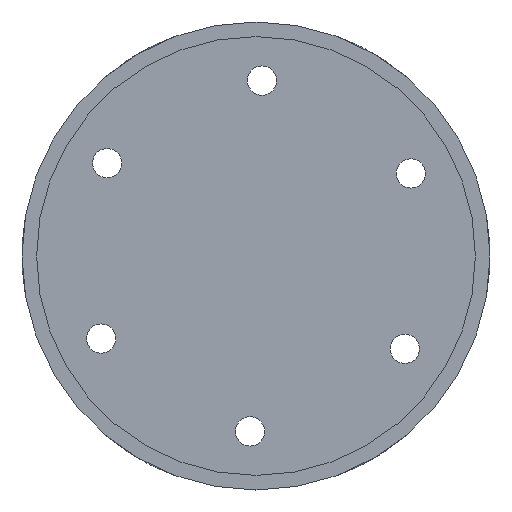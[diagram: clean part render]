
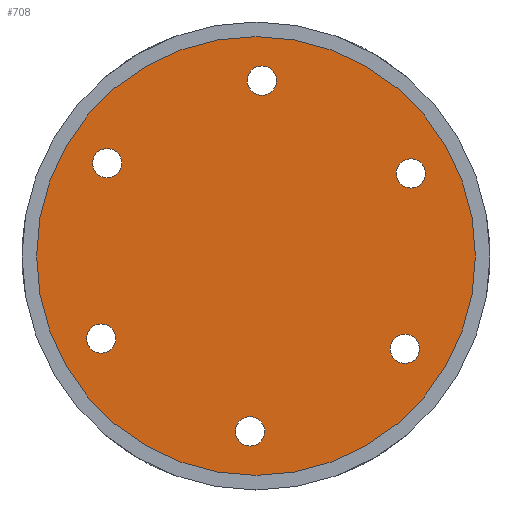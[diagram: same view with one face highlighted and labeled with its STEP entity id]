
A CAD part, left-side view. The second image highlights one B-rep face of the part: STEP entity #708.
In plain terms, the highlighted planar face has unit normal (-1, 0, 0).
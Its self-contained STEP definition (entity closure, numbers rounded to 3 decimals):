
#27 = ORIENTED_EDGE ( 'NONE', *, *, #896, .T. ) ;
#30 = DIRECTION ( 'NONE',  ( -1., 0., 0. ) ) ;
#41 = DIRECTION ( 'NONE',  ( 0., 0., 1. ) ) ;
#64 = FACE_BOUND ( 'NONE', #376, .T. ) ;
#74 = EDGE_CURVE ( 'NONE', #798, #1203, #1566, .T. ) ;
#84 = CARTESIAN_POINT ( 'NONE',  ( 0., 25.457, 13.372 ) ) ;
#87 = EDGE_LOOP ( 'NONE', ( #185, #1635 ) ) ;
#98 = ORIENTED_EDGE ( 'NONE', *, *, #725, .T. ) ;
#103 = CIRCLE ( 'NONE', #180, 2.5 ) ;
#124 = CARTESIAN_POINT ( 'NONE',  ( 0., 0., -37.5 ) ) ;
#154 = ORIENTED_EDGE ( 'NONE', *, *, #667, .T. ) ;
#164 = EDGE_CURVE ( 'NONE', #386, #1475, #533, .T. ) ;
#168 = CARTESIAN_POINT ( 'NONE',  ( 0., -25.457, -15.872 ) ) ;
#171 = DIRECTION ( 'NONE',  ( 0., 0., 1. ) ) ;
#174 = CARTESIAN_POINT ( 'NONE',  ( 0., 26.474, -16.61 ) ) ;
#176 = VERTEX_POINT ( 'NONE', #1041 ) ;
#179 = DIRECTION ( 'NONE',  ( 0., 0., 1. ) ) ;
#180 = AXIS2_PLACEMENT_3D ( 'NONE', #289, #839, #41 ) ;
#181 = AXIS2_PLACEMENT_3D ( 'NONE', #433, #595, #1006 ) ;
#185 = ORIENTED_EDGE ( 'NONE', *, *, #392, .T. ) ;
#189 = CARTESIAN_POINT ( 'NONE',  ( 0., 0., 0. ) ) ;
#192 = ORIENTED_EDGE ( 'NONE', *, *, #466, .T. ) ;
#195 = CARTESIAN_POINT ( 'NONE',  ( 0., -25.457, -18.372 ) ) ;
#218 = CARTESIAN_POINT ( 'NONE',  ( 0., -1.017, 32.483 ) ) ;
#220 = VERTEX_POINT ( 'NONE', #918 ) ;
#221 = VERTEX_POINT ( 'NONE', #753 ) ;
#236 = DIRECTION ( 'NONE',  ( 1., 0., 0. ) ) ;
#240 = VERTEX_POINT ( 'NONE', #124 ) ;
#285 = DIRECTION ( 'NONE',  ( 1., 0., 0. ) ) ;
#289 = CARTESIAN_POINT ( 'NONE',  ( 0., 26.474, -14.11 ) ) ;
#291 = CARTESIAN_POINT ( 'NONE',  ( 0., 26.474, -14.11 ) ) ;
#303 = CARTESIAN_POINT ( 'NONE',  ( 0., 1.017, -29.983 ) ) ;
#317 = CIRCLE ( 'NONE', #357, 2.5 ) ;
#340 = VERTEX_POINT ( 'NONE', #218 ) ;
#357 = AXIS2_PLACEMENT_3D ( 'NONE', #867, #754, #1731 ) ;
#364 = VERTEX_POINT ( 'NONE', #84 ) ;
#376 = EDGE_LOOP ( 'NONE', ( #880, #192 ) ) ;
#386 = VERTEX_POINT ( 'NONE', #195 ) ;
#392 = EDGE_CURVE ( 'NONE', #944, #1487, #317, .T. ) ;
#405 = DIRECTION ( 'NONE',  ( 1., 0., 0. ) ) ;
#411 = AXIS2_PLACEMENT_3D ( 'NONE', #610, #30, #179 ) ;
#413 = CIRCLE ( 'NONE', #902, 2.5 ) ;
#424 = DIRECTION ( 'NONE',  ( 0., 0., 1. ) ) ;
#426 = DIRECTION ( 'NONE',  ( 0., 0., 1. ) ) ;
#433 = CARTESIAN_POINT ( 'NONE',  ( 0., 25.457, 15.872 ) ) ;
#439 = AXIS2_PLACEMENT_3D ( 'NONE', #1398, #1145, #585 ) ;
#449 = EDGE_LOOP ( 'NONE', ( #740, #759 ) ) ;
#466 = EDGE_CURVE ( 'NONE', #1675, #1128, #1599, .T. ) ;
#468 = DIRECTION ( 'NONE',  ( 0., 0., 1. ) ) ;
#497 = EDGE_LOOP ( 'NONE', ( #98, #1304 ) ) ;
#498 = CIRCLE ( 'NONE', #181, 2.5 ) ;
#509 = CARTESIAN_POINT ( 'NONE',  ( 0., -25.457, -13.372 ) ) ;
#533 = CIRCLE ( 'NONE', #757, 2.5 ) ;
#543 = CARTESIAN_POINT ( 'NONE',  ( 0., -1.017, 29.983 ) ) ;
#575 = FACE_BOUND ( 'NONE', #1240, .T. ) ;
#585 = DIRECTION ( 'NONE',  ( 0., 0., 1. ) ) ;
#595 = DIRECTION ( 'NONE',  ( 1., 0., 0. ) ) ;
#608 = AXIS2_PLACEMENT_3D ( 'NONE', #189, #1294, #1270 ) ;
#610 = CARTESIAN_POINT ( 'NONE',  ( 0., 0., 0. ) ) ;
#620 = DIRECTION ( 'NONE',  ( 1., 0., 0. ) ) ;
#663 = CARTESIAN_POINT ( 'NONE',  ( 0., 1.017, -32.483 ) ) ;
#667 = EDGE_CURVE ( 'NONE', #1203, #798, #103, .T. ) ;
#673 = EDGE_CURVE ( 'NONE', #340, #220, #1281, .T. ) ;
#682 = EDGE_LOOP ( 'NONE', ( #27, #1071 ) ) ;
#705 = DIRECTION ( 'NONE',  ( 0., 0., 1. ) ) ;
#708 = ADVANCED_FACE ( 'NONE', ( #849, #575, #1553, #1428, #1021, #64, #1406 ), #1701, .T. ) ;
#725 = EDGE_CURVE ( 'NONE', #221, #240, #1371, .T. ) ;
#740 = ORIENTED_EDGE ( 'NONE', *, *, #164, .T. ) ;
#753 = CARTESIAN_POINT ( 'NONE',  ( 0., 0., 37.5 ) ) ;
#754 = DIRECTION ( 'NONE',  ( 1., 0., 0. ) ) ;
#757 = AXIS2_PLACEMENT_3D ( 'NONE', #1471, #236, #782 ) ;
#759 = ORIENTED_EDGE ( 'NONE', *, *, #1537, .T. ) ;
#761 = DIRECTION ( 'NONE',  ( -1., 0., 0. ) ) ;
#776 = CARTESIAN_POINT ( 'NONE',  ( 0., 26.474, -11.61 ) ) ;
#782 = DIRECTION ( 'NONE',  ( 0., 0., 1. ) ) ;
#786 = AXIS2_PLACEMENT_3D ( 'NONE', #543, #405, #424 ) ;
#787 = CIRCLE ( 'NONE', #1011, 2.5 ) ;
#798 = VERTEX_POINT ( 'NONE', #776 ) ;
#839 = DIRECTION ( 'NONE',  ( 1., 0., 0. ) ) ;
#844 = AXIS2_PLACEMENT_3D ( 'NONE', #1497, #1233, #426 ) ;
#849 = FACE_OUTER_BOUND ( 'NONE', #497, .T. ) ;
#855 = DIRECTION ( 'NONE',  ( 1., 0., 0. ) ) ;
#867 = CARTESIAN_POINT ( 'NONE',  ( 0., -26.474, 14.11 ) ) ;
#880 = ORIENTED_EDGE ( 'NONE', *, *, #989, .T. ) ;
#893 = CARTESIAN_POINT ( 'NONE',  ( 0., 25.457, 15.872 ) ) ;
#896 = EDGE_CURVE ( 'NONE', #220, #340, #1767, .T. ) ;
#902 = AXIS2_PLACEMENT_3D ( 'NONE', #893, #620, #468 ) ;
#915 = CARTESIAN_POINT ( 'NONE',  ( 0., 1.017, -27.483 ) ) ;
#918 = CARTESIAN_POINT ( 'NONE',  ( 0., -1.017, 27.483 ) ) ;
#932 = CIRCLE ( 'NONE', #1481, 2.5 ) ;
#944 = VERTEX_POINT ( 'NONE', #1370 ) ;
#947 = CARTESIAN_POINT ( 'NONE',  ( 0., 1.017, -29.983 ) ) ;
#989 = EDGE_CURVE ( 'NONE', #1128, #1675, #932, .T. ) ;
#1006 = DIRECTION ( 'NONE',  ( 0., 0., 1. ) ) ;
#1011 = AXIS2_PLACEMENT_3D ( 'NONE', #168, #285, #1674 ) ;
#1021 = FACE_BOUND ( 'NONE', #449, .T. ) ;
#1041 = CARTESIAN_POINT ( 'NONE',  ( 0., 25.457, 18.372 ) ) ;
#1071 = ORIENTED_EDGE ( 'NONE', *, *, #673, .T. ) ;
#1083 = AXIS2_PLACEMENT_3D ( 'NONE', #291, #1400, #705 ) ;
#1088 = DIRECTION ( 'NONE',  ( 0., 0., 1. ) ) ;
#1128 = VERTEX_POINT ( 'NONE', #663 ) ;
#1138 = AXIS2_PLACEMENT_3D ( 'NONE', #1338, #761, #1206 ) ;
#1145 = DIRECTION ( 'NONE',  ( 1., 0., 0. ) ) ;
#1169 = EDGE_CURVE ( 'NONE', #1487, #944, #1705, .T. ) ;
#1174 = EDGE_LOOP ( 'NONE', ( #154, #1478 ) ) ;
#1203 = VERTEX_POINT ( 'NONE', #174 ) ;
#1206 = DIRECTION ( 'NONE',  ( 0., 0., 1. ) ) ;
#1233 = DIRECTION ( 'NONE',  ( 1., 0., 0. ) ) ;
#1240 = EDGE_LOOP ( 'NONE', ( #1667, #1467 ) ) ;
#1251 = EDGE_CURVE ( 'NONE', #364, #176, #498, .T. ) ;
#1270 = DIRECTION ( 'NONE',  ( 0., 0., 1. ) ) ;
#1281 = CIRCLE ( 'NONE', #439, 2.5 ) ;
#1294 = DIRECTION ( 'NONE',  ( -1., 0., 0. ) ) ;
#1304 = ORIENTED_EDGE ( 'NONE', *, *, #1432, .T. ) ;
#1313 = EDGE_CURVE ( 'NONE', #176, #364, #413, .T. ) ;
#1338 = CARTESIAN_POINT ( 'NONE',  ( 0., 0., 0. ) ) ;
#1346 = CARTESIAN_POINT ( 'NONE',  ( 0., -26.474, 16.61 ) ) ;
#1370 = CARTESIAN_POINT ( 'NONE',  ( 0., -26.474, 11.61 ) ) ;
#1371 = CIRCLE ( 'NONE', #411, 37.5 ) ;
#1372 = CIRCLE ( 'NONE', #1138, 37.5 ) ;
#1398 = CARTESIAN_POINT ( 'NONE',  ( 0., -1.017, 29.983 ) ) ;
#1400 = DIRECTION ( 'NONE',  ( 1., 0., 0. ) ) ;
#1406 = FACE_BOUND ( 'NONE', #1174, .T. ) ;
#1428 = FACE_BOUND ( 'NONE', #87, .T. ) ;
#1432 = EDGE_CURVE ( 'NONE', #240, #221, #1372, .T. ) ;
#1467 = ORIENTED_EDGE ( 'NONE', *, *, #1313, .T. ) ;
#1471 = CARTESIAN_POINT ( 'NONE',  ( 0., -25.457, -15.872 ) ) ;
#1475 = VERTEX_POINT ( 'NONE', #509 ) ;
#1478 = ORIENTED_EDGE ( 'NONE', *, *, #74, .T. ) ;
#1481 = AXIS2_PLACEMENT_3D ( 'NONE', #303, #855, #171 ) ;
#1487 = VERTEX_POINT ( 'NONE', #1346 ) ;
#1497 = CARTESIAN_POINT ( 'NONE',  ( 0., -26.474, 14.11 ) ) ;
#1537 = EDGE_CURVE ( 'NONE', #1475, #386, #787, .T. ) ;
#1553 = FACE_BOUND ( 'NONE', #682, .T. ) ;
#1566 = CIRCLE ( 'NONE', #1083, 2.5 ) ;
#1599 = CIRCLE ( 'NONE', #1651, 2.5 ) ;
#1632 = DIRECTION ( 'NONE',  ( 1., 0., 0. ) ) ;
#1635 = ORIENTED_EDGE ( 'NONE', *, *, #1169, .T. ) ;
#1651 = AXIS2_PLACEMENT_3D ( 'NONE', #947, #1632, #1088 ) ;
#1667 = ORIENTED_EDGE ( 'NONE', *, *, #1251, .T. ) ;
#1674 = DIRECTION ( 'NONE',  ( 0., 0., 1. ) ) ;
#1675 = VERTEX_POINT ( 'NONE', #915 ) ;
#1701 = PLANE ( 'NONE',  #608 ) ;
#1705 = CIRCLE ( 'NONE', #844, 2.5 ) ;
#1731 = DIRECTION ( 'NONE',  ( 0., 0., 1. ) ) ;
#1767 = CIRCLE ( 'NONE', #786, 2.5 ) ;
